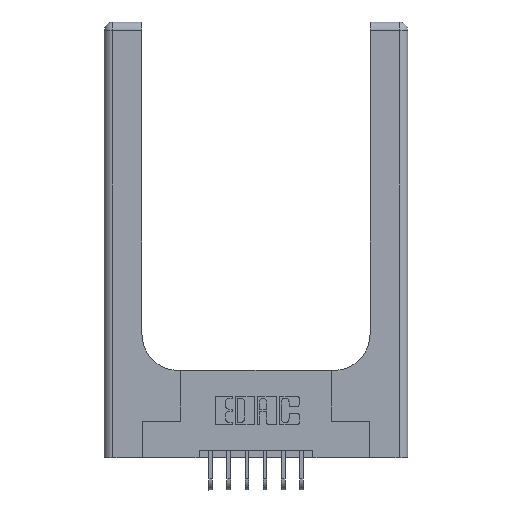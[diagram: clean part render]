
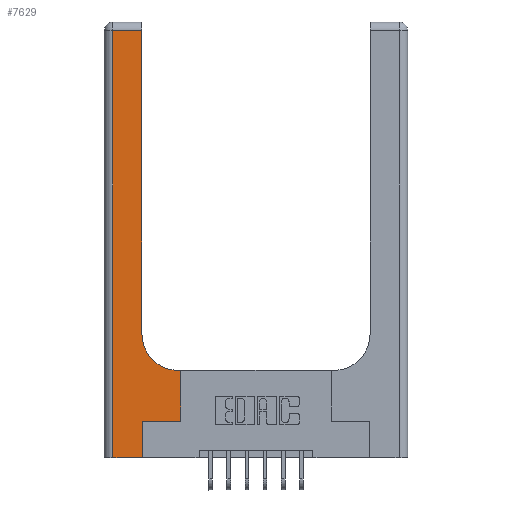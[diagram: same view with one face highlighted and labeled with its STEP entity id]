
A CAD part, top view. The second image highlights one B-rep face of the part: STEP entity #7629.
In plain terms, the highlighted planar face has unit normal (0, 0, 1).
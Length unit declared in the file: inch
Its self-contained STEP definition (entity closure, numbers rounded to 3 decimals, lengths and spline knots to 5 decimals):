
#58 = VERTEX_POINT ( 'NONE', #4146 ) ;
#550 = CARTESIAN_POINT ( 'NONE',  ( 0.26, 0.6, 0.37 ) ) ;
#659 = VERTEX_POINT ( 'NONE', #12628 ) ;
#1107 = CARTESIAN_POINT ( 'NONE',  ( 0.51, 0.85, 0.37 ) ) ;
#1161 = ORIENTED_EDGE ( 'NONE', *, *, #13491, .T. ) ;
#1217 = ORIENTED_EDGE ( 'NONE', *, *, #14945, .T. ) ;
#1573 = EDGE_LOOP ( 'NONE', ( #1161, #11262, #13789, #4264, #1217, #15601, #8920, #1965, #3136 ) ) ;
#1965 = ORIENTED_EDGE ( 'NONE', *, *, #2351, .T. ) ;
#2198 = DIRECTION ( 'NONE',  ( 0., 0., -1. ) ) ;
#2322 = DIRECTION ( 'NONE',  ( -1., 0., 0. ) ) ;
#2351 = EDGE_CURVE ( 'NONE', #6728, #659, #14694, .T. ) ;
#2491 = CARTESIAN_POINT ( 'NONE',  ( 0.26, 0.85, 0.37 ) ) ;
#2493 = CARTESIAN_POINT ( 'NONE',  ( 0.528, 0.6, 0.37 ) ) ;
#2880 = LINE ( 'NONE', #7843, #10679 ) ;
#2969 = VECTOR ( 'NONE', #8578, 39.37008 ) ;
#3136 = ORIENTED_EDGE ( 'NONE', *, *, #12286, .T. ) ;
#3298 = LINE ( 'NONE', #10147, #12031 ) ;
#3533 = VECTOR ( 'NONE', #6760, 39.37008 ) ;
#3565 = CARTESIAN_POINT ( 'NONE',  ( 0.06, 0., 0.37 ) ) ;
#3618 = CARTESIAN_POINT ( 'NONE',  ( 0.06, 3., 0.37 ) ) ;
#4146 = CARTESIAN_POINT ( 'NONE',  ( 0.528, 0.25, 0.37 ) ) ;
#4196 = VECTOR ( 'NONE', #13454, 39.37008 ) ;
#4264 = ORIENTED_EDGE ( 'NONE', *, *, #15344, .T. ) ;
#4731 = LINE ( 'NONE', #4866, #13686 ) ;
#4866 = CARTESIAN_POINT ( 'NONE',  ( 0., 0., 0.37 ) ) ;
#5377 = DIRECTION ( 'NONE',  ( 1., 0., 0. ) ) ;
#5558 = CARTESIAN_POINT ( 'NONE',  ( 0.26, 2.94, 0.37 ) ) ;
#5579 = VECTOR ( 'NONE', #8095, 39.37008 ) ;
#5683 = VERTEX_POINT ( 'NONE', #3565 ) ;
#5792 = DIRECTION ( 'NONE',  ( 1., 0., 0. ) ) ;
#5901 = CIRCLE ( 'NONE', #11532, 0.25 ) ;
#6057 = CARTESIAN_POINT ( 'NONE',  ( 0.265, 0., 0.37 ) ) ;
#6205 = LINE ( 'NONE', #12089, #2969 ) ;
#6728 = VERTEX_POINT ( 'NONE', #2493 ) ;
#6734 = CARTESIAN_POINT ( 'NONE',  ( 0.528, 0.25, 0.37 ) ) ;
#6760 = DIRECTION ( 'NONE',  ( -1., 0., 0. ) ) ;
#6776 = EDGE_CURVE ( 'NONE', #14921, #58, #3298, .T. ) ;
#7107 = CARTESIAN_POINT ( 'NONE',  ( 0., 3., 0.37 ) ) ;
#7507 = DIRECTION ( 'NONE',  ( 1., 0., 0. ) ) ;
#7554 = VECTOR ( 'NONE', #15280, 39.37008 ) ;
#7629 = ADVANCED_FACE ( 'NONE', ( #8168 ), #10918, .F. ) ;
#7843 = CARTESIAN_POINT ( 'NONE',  ( 0.265, 0., 0.37 ) ) ;
#8095 = DIRECTION ( 'NONE',  ( -1., 0., 0. ) ) ;
#8168 = FACE_OUTER_BOUND ( 'NONE', #1573, .T. ) ;
#8442 = CARTESIAN_POINT ( 'NONE',  ( 0.06, 2.94, 0.37 ) ) ;
#8578 = DIRECTION ( 'NONE',  ( 0., 1., 0. ) ) ;
#8920 = ORIENTED_EDGE ( 'NONE', *, *, #13865, .T. ) ;
#10147 = CARTESIAN_POINT ( 'NONE',  ( 0.265, 0.25, 0.37 ) ) ;
#10216 = LINE ( 'NONE', #10495, #3533 ) ;
#10495 = CARTESIAN_POINT ( 'NONE',  ( 0., 2.94, 0.37 ) ) ;
#10679 = VECTOR ( 'NONE', #12821, 39.37008 ) ;
#10726 = VERTEX_POINT ( 'NONE', #5558 ) ;
#10794 = EDGE_CURVE ( 'NONE', #10726, #14637, #10216, .T. ) ;
#10918 = PLANE ( 'NONE',  #14033 ) ;
#11262 = ORIENTED_EDGE ( 'NONE', *, *, #10794, .T. ) ;
#11482 = CARTESIAN_POINT ( 'NONE',  ( 0.265, 0.25, 0.37 ) ) ;
#11532 = AXIS2_PLACEMENT_3D ( 'NONE', #1107, #2198, #5792 ) ;
#11615 = EDGE_CURVE ( 'NONE', #14637, #5683, #14294, .T. ) ;
#12031 = VECTOR ( 'NONE', #5377, 39.37008 ) ;
#12089 = CARTESIAN_POINT ( 'NONE',  ( 0.26, 3., 0.37 ) ) ;
#12286 = EDGE_CURVE ( 'NONE', #659, #15435, #5901, .T. ) ;
#12628 = CARTESIAN_POINT ( 'NONE',  ( 0.51, 0.6, 0.37 ) ) ;
#12821 = DIRECTION ( 'NONE',  ( 0., 1., 0. ) ) ;
#13454 = DIRECTION ( 'NONE',  ( 0., -1., 0. ) ) ;
#13491 = EDGE_CURVE ( 'NONE', #15435, #10726, #6205, .T. ) ;
#13686 = VECTOR ( 'NONE', #7507, 39.37008 ) ;
#13789 = ORIENTED_EDGE ( 'NONE', *, *, #11615, .T. ) ;
#13865 = EDGE_CURVE ( 'NONE', #58, #6728, #15112, .T. ) ;
#14033 = AXIS2_PLACEMENT_3D ( 'NONE', #7107, #14474, #2322 ) ;
#14294 = LINE ( 'NONE', #3618, #4196 ) ;
#14474 = DIRECTION ( 'NONE',  ( 0., 0., -1. ) ) ;
#14637 = VERTEX_POINT ( 'NONE', #8442 ) ;
#14694 = LINE ( 'NONE', #550, #5579 ) ;
#14739 = VERTEX_POINT ( 'NONE', #6057 ) ;
#14921 = VERTEX_POINT ( 'NONE', #11482 ) ;
#14945 = EDGE_CURVE ( 'NONE', #14739, #14921, #2880, .T. ) ;
#15112 = LINE ( 'NONE', #6734, #7554 ) ;
#15280 = DIRECTION ( 'NONE',  ( 0., 1., 0. ) ) ;
#15344 = EDGE_CURVE ( 'NONE', #5683, #14739, #4731, .T. ) ;
#15435 = VERTEX_POINT ( 'NONE', #2491 ) ;
#15601 = ORIENTED_EDGE ( 'NONE', *, *, #6776, .T. ) ;
